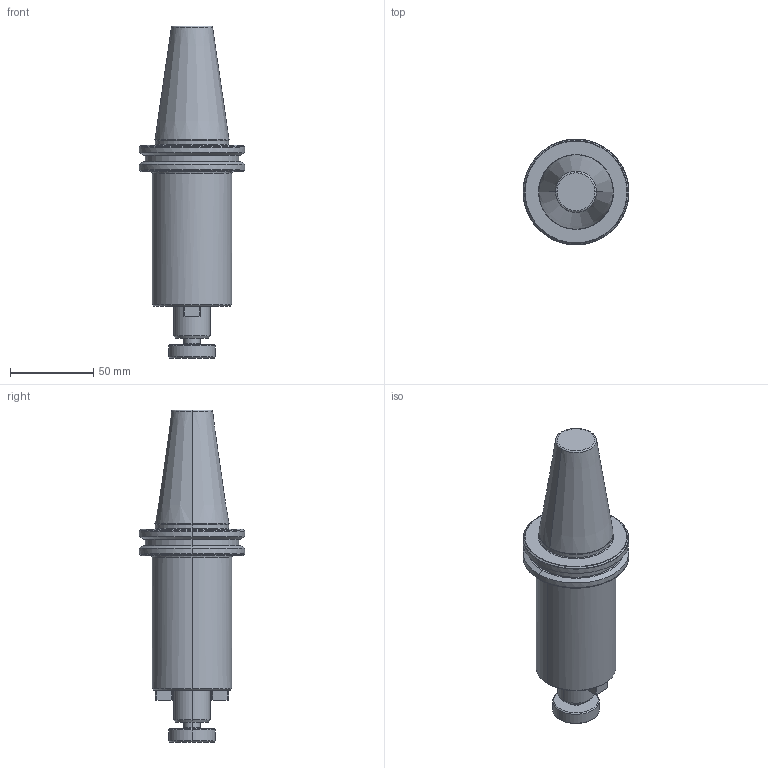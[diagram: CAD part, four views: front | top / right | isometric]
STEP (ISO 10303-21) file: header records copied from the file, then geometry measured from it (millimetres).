
FILE_DESCRIPTION (( 'STEP AP203' ), '1' );
FILE_NAME ('SK40 FMH22 100 AD-6.3G15000 SL SP.S.STEP', '2019-05-02T03:15:03', ( '' ), ( '' ), 'SwSTEP 2.0', 'SolidWorks 2014', '' );
FILE_SCHEMA (( 'CONFIG_CONTROL_DESIGN' ));
Length unit declared in the file: millimetre
Products named in the file (1): SK40 FMH22 100 AD-6.3G15000 SL SP.S
Bounding box: 63.5 x 63.5 x 199.4 mm (x, y, z)
Volume: 276994.7 mm3; surface area: 32532 mm2
Topology: 1 solids, 1 shells, 113 faces, 273 edges, 171 vertices
Faces by surface type: plane 35, cone 25, bspline 19, torus 18, cylinder 16
Entity records: 4365 total; most frequent: CARTESIAN_POINT 1719, ORIENTED_EDGE 546, DIRECTION 533, EDGE_CURVE 273, AXIS2_PLACEMENT_3D 213, VERTEX_POINT 171, EDGE_LOOP 122, CIRCLE 118
